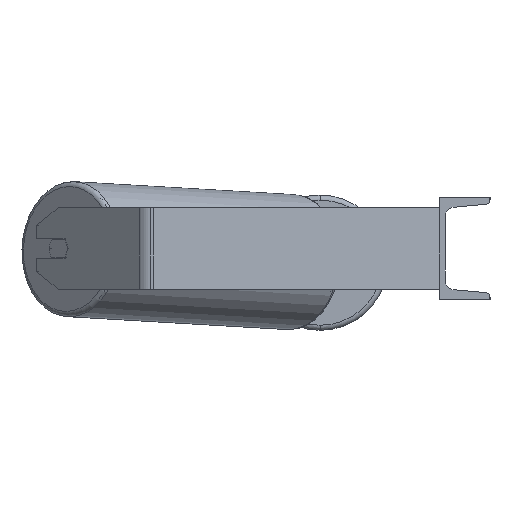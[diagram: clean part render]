
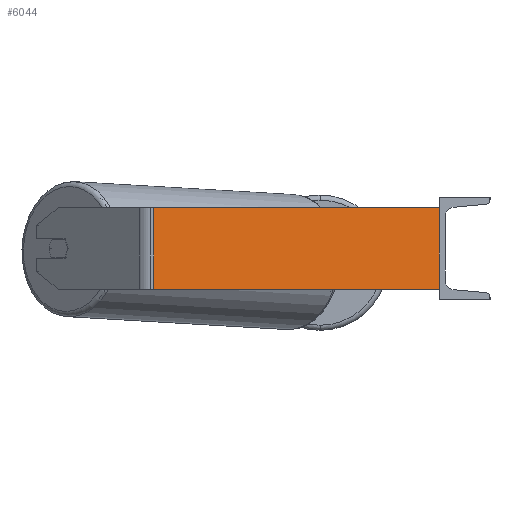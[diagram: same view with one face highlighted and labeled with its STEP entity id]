
A CAD part, left-side view. The second image highlights one B-rep face of the part: STEP entity #6044.
In plain terms, the highlighted planar face has unit normal (-0.985, -0.174, 0).
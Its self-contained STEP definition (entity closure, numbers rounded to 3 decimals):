
#15 = EDGE_CURVE ( 'NONE', #7954, #4589, #872, .T. ) ;
#109 = FACE_OUTER_BOUND ( 'NONE', #6011, .T. ) ;
#599 = LINE ( 'NONE', #4059, #7713 ) ;
#662 = VECTOR ( 'NONE', #6774, 1000. ) ;
#769 = EDGE_CURVE ( 'NONE', #1795, #7954, #2574, .T. ) ;
#872 = LINE ( 'NONE', #5110, #5507 ) ;
#1230 = DIRECTION ( 'NONE',  ( 0.174, -0.985, 0. ) ) ;
#1577 = DIRECTION ( 'NONE',  ( 0., 0., -1. ) ) ;
#1795 = VERTEX_POINT ( 'NONE', #7896 ) ;
#2370 = CARTESIAN_POINT ( 'NONE',  ( -535.912, 288.735, 40. ) ) ;
#2564 = ORIENTED_EDGE ( 'NONE', *, *, #4981, .T. ) ;
#2574 = LINE ( 'NONE', #3302, #2864 ) ;
#2581 = AXIS2_PLACEMENT_3D ( 'NONE', #2370, #5173, #4482 ) ;
#2864 = VECTOR ( 'NONE', #1230, 1000. ) ;
#3302 = CARTESIAN_POINT ( 'NONE',  ( -535.912, 288.735, 40. ) ) ;
#3358 = CARTESIAN_POINT ( 'NONE',  ( -485., 0., 40. ) ) ;
#3408 = DIRECTION ( 'NONE',  ( 0., 0., -1. ) ) ;
#3704 = CARTESIAN_POINT ( 'NONE',  ( -534.465, 280.532, -40. ) ) ;
#4059 = CARTESIAN_POINT ( 'NONE',  ( -534.465, 280.532, 40. ) ) ;
#4482 = DIRECTION ( 'NONE',  ( -0.174, 0.985, 0. ) ) ;
#4589 = VERTEX_POINT ( 'NONE', #5461 ) ;
#4981 = EDGE_CURVE ( 'NONE', #1795, #6461, #599, .T. ) ;
#5110 = CARTESIAN_POINT ( 'NONE',  ( -485., 0., 40. ) ) ;
#5140 = LINE ( 'NONE', #6810, #662 ) ;
#5173 = DIRECTION ( 'NONE',  ( 0.985, 0.174, 0. ) ) ;
#5461 = CARTESIAN_POINT ( 'NONE',  ( -485., 0., -40. ) ) ;
#5507 = VECTOR ( 'NONE', #1577, 1000. ) ;
#5750 = PLANE ( 'NONE',  #2581 ) ;
#6011 = EDGE_LOOP ( 'NONE', ( #9071, #8527, #9135, #2564 ) ) ;
#6044 = ADVANCED_FACE ( 'NONE', ( #109 ), #5750, .F. ) ;
#6461 = VERTEX_POINT ( 'NONE', #3704 ) ;
#6471 = EDGE_CURVE ( 'NONE', #6461, #4589, #5140, .T. ) ;
#6774 = DIRECTION ( 'NONE',  ( 0.174, -0.985, 0. ) ) ;
#6810 = CARTESIAN_POINT ( 'NONE',  ( -535.912, 288.735, -40. ) ) ;
#7713 = VECTOR ( 'NONE', #3408, 1000. ) ;
#7896 = CARTESIAN_POINT ( 'NONE',  ( -534.465, 280.532, 40. ) ) ;
#7954 = VERTEX_POINT ( 'NONE', #3358 ) ;
#8527 = ORIENTED_EDGE ( 'NONE', *, *, #15, .F. ) ;
#9071 = ORIENTED_EDGE ( 'NONE', *, *, #6471, .T. ) ;
#9135 = ORIENTED_EDGE ( 'NONE', *, *, #769, .F. ) ;
